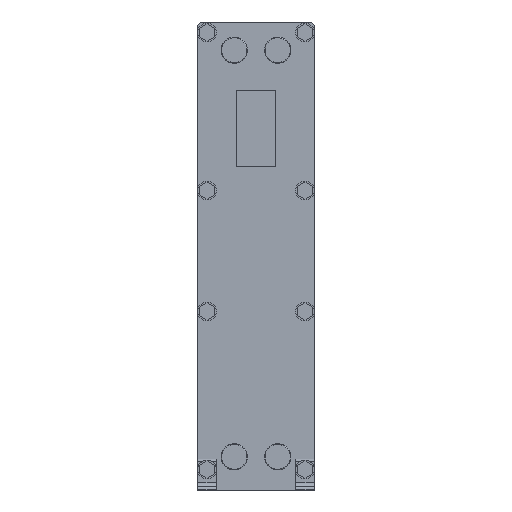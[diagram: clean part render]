
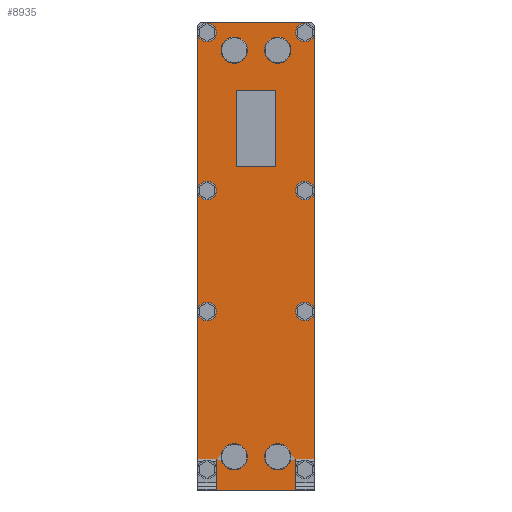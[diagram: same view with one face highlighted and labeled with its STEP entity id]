
A CAD part, front view. The second image highlights one B-rep face of the part: STEP entity #8935.
In plain terms, the highlighted planar face has unit normal (0, -1, 0).
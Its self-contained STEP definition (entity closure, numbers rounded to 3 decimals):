
#513=FACE_BOUND('',#3294,.T.);
#514=FACE_BOUND('',#3295,.T.);
#515=FACE_BOUND('',#3296,.T.);
#516=FACE_BOUND('',#3297,.T.);
#517=FACE_BOUND('',#3298,.T.);
#518=FACE_BOUND('',#3299,.T.);
#519=FACE_BOUND('',#3300,.T.);
#520=FACE_BOUND('',#3301,.T.);
#521=FACE_BOUND('',#3302,.T.);
#522=FACE_BOUND('',#3303,.T.);
#523=FACE_BOUND('',#3304,.T.);
#791=LINE('',#13280,#1783);
#798=LINE('',#13297,#1790);
#806=LINE('',#13322,#1798);
#811=LINE('',#13335,#1803);
#820=LINE('',#13358,#1812);
#828=LINE('',#13383,#1820);
#838=LINE('',#13425,#1830);
#841=LINE('',#13430,#1833);
#843=LINE('',#13434,#1835);
#848=LINE('',#13447,#1840);
#851=LINE('',#13452,#1843);
#853=LINE('',#13456,#1845);
#855=LINE('',#13459,#1847);
#856=LINE('',#13462,#1848);
#858=LINE('',#13466,#1850);
#862=LINE('',#13471,#1854);
#863=LINE('',#13473,#1855);
#864=LINE('',#13475,#1856);
#1783=VECTOR('',#10591,1.);
#1790=VECTOR('',#10606,1.);
#1798=VECTOR('',#10634,1.);
#1803=VECTOR('',#10643,1.);
#1812=VECTOR('',#10666,1.);
#1820=VECTOR('',#10694,1.);
#1830=VECTOR('',#10728,10.);
#1833=VECTOR('',#10733,10.);
#1835=VECTOR('',#10737,10.);
#1840=VECTOR('',#10746,10.);
#1843=VECTOR('',#10751,10.);
#1845=VECTOR('',#10755,10.);
#1847=VECTOR('',#10759,10.);
#1848=VECTOR('',#10762,10.);
#1850=VECTOR('',#10766,1.);
#1854=VECTOR('',#10772,1.);
#1855=VECTOR('',#10775,10.);
#1856=VECTOR('',#10778,10.);
#2741=FACE_OUTER_BOUND('',#3293,.T.);
#3293=EDGE_LOOP('',(#6645,#6646,#6647,#6648,#6649,#6650,#6651,#6652,#6653,
#6654,#6655,#6656,#6657,#6658));
#3294=EDGE_LOOP('',(#6659));
#3295=EDGE_LOOP('',(#6660));
#3296=EDGE_LOOP('',(#6661));
#3297=EDGE_LOOP('',(#6662));
#3298=EDGE_LOOP('',(#6663));
#3299=EDGE_LOOP('',(#6664));
#3300=EDGE_LOOP('',(#6665));
#3301=EDGE_LOOP('',(#6666));
#3302=EDGE_LOOP('',(#6667));
#3303=EDGE_LOOP('',(#6668));
#3304=EDGE_LOOP('',(#6669,#6670,#6671,#6672));
#3798=CIRCLE('',#9332,15.);
#3800=CIRCLE('',#9349,15.);
#3802=CIRCLE('',#9354,21.2);
#3805=CIRCLE('',#9360,21.2);
#3808=CIRCLE('',#9366,15.);
#3810=CIRCLE('',#9377,15.);
#3812=CIRCLE('',#9394,15.);
#3814=CIRCLE('',#9405,15.);
#3822=CIRCLE('',#9428,21.2);
#3825=CIRCLE('',#9434,21.2);
#4134=VERTEX_POINT('',#12866);
#4154=VERTEX_POINT('',#12933);
#4156=VERTEX_POINT('',#12940);
#4159=VERTEX_POINT('',#12949);
#4168=VERTEX_POINT('',#12970);
#4182=VERTEX_POINT('',#13013);
#4202=VERTEX_POINT('',#13080);
#4216=VERTEX_POINT('',#13123);
#4238=VERTEX_POINT('',#13191);
#4241=VERTEX_POINT('',#13200);
#4262=VERTEX_POINT('',#13264);
#4266=VERTEX_POINT('',#13276);
#4267=VERTEX_POINT('',#13278);
#4280=VERTEX_POINT('',#13320);
#4281=VERTEX_POINT('',#13324);
#4285=VERTEX_POINT('',#13332);
#4286=VERTEX_POINT('',#13334);
#4300=VERTEX_POINT('',#13381);
#4319=VERTEX_POINT('',#13422);
#4320=VERTEX_POINT('',#13424);
#4321=VERTEX_POINT('',#13428);
#4322=VERTEX_POINT('',#13432);
#4327=VERTEX_POINT('',#13445);
#4328=VERTEX_POINT('',#13446);
#4329=VERTEX_POINT('',#13451);
#4330=VERTEX_POINT('',#13455);
#4331=VERTEX_POINT('',#13461);
#4332=VERTEX_POINT('',#13465);
#4940=EDGE_CURVE('',#4134,#4134,#3798,.T.);
#4972=EDGE_CURVE('',#4154,#4154,#3800,.T.);
#4974=EDGE_CURVE('',#4156,#4156,#3802,.T.);
#4977=EDGE_CURVE('',#4159,#4159,#3805,.T.);
#4986=EDGE_CURVE('',#4168,#4168,#3808,.T.);
#5006=EDGE_CURVE('',#4182,#4182,#3810,.T.);
#5038=EDGE_CURVE('',#4202,#4202,#3812,.T.);
#5058=EDGE_CURVE('',#4216,#4216,#3814,.T.);
#5089=EDGE_CURVE('',#4238,#4238,#3822,.T.);
#5092=EDGE_CURVE('',#4241,#4241,#3825,.T.);
#5129=EDGE_CURVE('',#4266,#4267,#791,.T.);
#5138=EDGE_CURVE('',#4267,#4262,#798,.T.);
#5150=EDGE_CURVE('',#4280,#4266,#806,.T.);
#5155=EDGE_CURVE('',#4286,#4285,#811,.T.);
#5168=EDGE_CURVE('',#4281,#4286,#820,.T.);
#5180=EDGE_CURVE('',#4285,#4300,#828,.T.);
#5200=EDGE_CURVE('',#4320,#4319,#838,.T.);
#5203=EDGE_CURVE('',#4319,#4321,#841,.T.);
#5205=EDGE_CURVE('',#4321,#4322,#843,.T.);
#5210=EDGE_CURVE('',#4327,#4328,#848,.T.);
#5213=EDGE_CURVE('',#4328,#4329,#851,.T.);
#5215=EDGE_CURVE('',#4329,#4330,#853,.T.);
#5217=EDGE_CURVE('',#4330,#4327,#855,.T.);
#5218=EDGE_CURVE('',#4322,#4331,#856,.T.);
#5220=EDGE_CURVE('',#4332,#4320,#858,.T.);
#5224=EDGE_CURVE('',#4300,#4280,#862,.T.);
#5225=EDGE_CURVE('',#4331,#4281,#863,.T.);
#5226=EDGE_CURVE('',#4262,#4332,#864,.T.);
#6645=ORIENTED_EDGE('',*,*,#5138,.T.);
#6646=ORIENTED_EDGE('',*,*,#5226,.T.);
#6647=ORIENTED_EDGE('',*,*,#5220,.T.);
#6648=ORIENTED_EDGE('',*,*,#5200,.T.);
#6649=ORIENTED_EDGE('',*,*,#5203,.T.);
#6650=ORIENTED_EDGE('',*,*,#5205,.T.);
#6651=ORIENTED_EDGE('',*,*,#5218,.T.);
#6652=ORIENTED_EDGE('',*,*,#5225,.T.);
#6653=ORIENTED_EDGE('',*,*,#5168,.T.);
#6654=ORIENTED_EDGE('',*,*,#5155,.T.);
#6655=ORIENTED_EDGE('',*,*,#5180,.T.);
#6656=ORIENTED_EDGE('',*,*,#5224,.T.);
#6657=ORIENTED_EDGE('',*,*,#5150,.T.);
#6658=ORIENTED_EDGE('',*,*,#5129,.T.);
#6659=ORIENTED_EDGE('',*,*,#4940,.T.);
#6660=ORIENTED_EDGE('',*,*,#4972,.T.);
#6661=ORIENTED_EDGE('',*,*,#4974,.T.);
#6662=ORIENTED_EDGE('',*,*,#4977,.T.);
#6663=ORIENTED_EDGE('',*,*,#4986,.T.);
#6664=ORIENTED_EDGE('',*,*,#5006,.T.);
#6665=ORIENTED_EDGE('',*,*,#5038,.T.);
#6666=ORIENTED_EDGE('',*,*,#5058,.T.);
#6667=ORIENTED_EDGE('',*,*,#5089,.T.);
#6668=ORIENTED_EDGE('',*,*,#5092,.T.);
#6669=ORIENTED_EDGE('',*,*,#5217,.T.);
#6670=ORIENTED_EDGE('',*,*,#5210,.T.);
#6671=ORIENTED_EDGE('',*,*,#5213,.T.);
#6672=ORIENTED_EDGE('',*,*,#5215,.T.);
#8521=PLANE('',#9515);
#8935=ADVANCED_FACE('',(#2741,#513,#514,#515,#516,#517,#518,#519,#520,#521,
#522,#523),#8521,.F.);
#9332=AXIS2_PLACEMENT_3D('',#12867,#10185,#10186);
#9349=AXIS2_PLACEMENT_3D('',#12934,#10249,#10250);
#9354=AXIS2_PLACEMENT_3D('',#12941,#10259,#10260);
#9360=AXIS2_PLACEMENT_3D('',#12950,#10271,#10272);
#9366=AXIS2_PLACEMENT_3D('',#12971,#10289,#10290);
#9377=AXIS2_PLACEMENT_3D('',#13014,#10329,#10330);
#9394=AXIS2_PLACEMENT_3D('',#13081,#10393,#10394);
#9405=AXIS2_PLACEMENT_3D('',#13124,#10433,#10434);
#9428=AXIS2_PLACEMENT_3D('',#13192,#10502,#10503);
#9434=AXIS2_PLACEMENT_3D('',#13201,#10514,#10515);
#9515=AXIS2_PLACEMENT_3D('',#13476,#10779,#10780);
#10185=DIRECTION('center_axis',(0.,1.,0.));
#10186=DIRECTION('ref_axis',(-1.,0.,0.));
#10249=DIRECTION('center_axis',(0.,1.,0.));
#10250=DIRECTION('ref_axis',(-1.,0.,0.));
#10259=DIRECTION('center_axis',(0.,1.,0.));
#10260=DIRECTION('ref_axis',(-1.,0.,0.));
#10271=DIRECTION('center_axis',(0.,1.,0.));
#10272=DIRECTION('ref_axis',(-1.,0.,0.));
#10289=DIRECTION('center_axis',(0.,1.,0.));
#10290=DIRECTION('ref_axis',(-1.,0.,0.));
#10329=DIRECTION('center_axis',(0.,1.,0.));
#10330=DIRECTION('ref_axis',(-1.,0.,0.));
#10393=DIRECTION('center_axis',(0.,1.,0.));
#10394=DIRECTION('ref_axis',(-1.,0.,0.));
#10433=DIRECTION('center_axis',(0.,1.,0.));
#10434=DIRECTION('ref_axis',(-1.,0.,0.));
#10502=DIRECTION('center_axis',(0.,1.,0.));
#10503=DIRECTION('ref_axis',(-1.,0.,0.));
#10514=DIRECTION('center_axis',(0.,1.,0.));
#10515=DIRECTION('ref_axis',(-1.,0.,0.));
#10591=DIRECTION('',(1.,0.,0.));
#10606=DIRECTION('',(0.,0.,-1.));
#10634=DIRECTION('',(0.,0.,1.));
#10643=DIRECTION('',(1.,0.,0.));
#10666=DIRECTION('',(0.,0.,1.));
#10694=DIRECTION('',(0.,0.,-1.));
#10728=DIRECTION('',(-0.707,0.,0.707));
#10733=DIRECTION('',(-1.,0.,0.));
#10737=DIRECTION('',(-0.707,0.,-0.707));
#10746=DIRECTION('',(1.,0.,0.));
#10751=DIRECTION('',(0.,0.,-1.));
#10755=DIRECTION('',(-1.,0.,0.));
#10759=DIRECTION('',(0.,0.,1.));
#10762=DIRECTION('',(0.,0.,-1.));
#10766=DIRECTION('',(0.,0.,1.));
#10772=DIRECTION('',(1.,0.,0.));
#10775=DIRECTION('',(0.707,0.,-0.707));
#10778=DIRECTION('',(0.707,0.,0.707));
#10779=DIRECTION('center_axis',(0.,1.,0.));
#10780=DIRECTION('ref_axis',(-1.,0.,0.));
#12866=CARTESIAN_POINT('',(94.,-25.,738.));
#12867=CARTESIAN_POINT('Origin',(79.,-25.,738.));
#12933=CARTESIAN_POINT('',(-64.,-25.,738.));
#12934=CARTESIAN_POINT('Origin',(-79.,-25.,738.));
#12940=CARTESIAN_POINT('',(56.2,-25.,709.5));
#12941=CARTESIAN_POINT('Origin',(35.,-25.,709.5));
#12949=CARTESIAN_POINT('',(-13.8,-25.,709.5));
#12950=CARTESIAN_POINT('Origin',(-35.,-25.,709.5));
#12970=CARTESIAN_POINT('',(94.,-25.,483.));
#12971=CARTESIAN_POINT('Origin',(79.,-25.,483.));
#13013=CARTESIAN_POINT('',(94.,-25.,288.));
#13014=CARTESIAN_POINT('Origin',(79.,-25.,288.));
#13080=CARTESIAN_POINT('',(-64.,-25.,288.));
#13081=CARTESIAN_POINT('Origin',(-79.,-25.,288.));
#13123=CARTESIAN_POINT('',(-64.,-25.,483.));
#13124=CARTESIAN_POINT('Origin',(-79.,-25.,483.));
#13191=CARTESIAN_POINT('',(56.2,-25.,53.5));
#13192=CARTESIAN_POINT('Origin',(35.,-25.,53.5));
#13200=CARTESIAN_POINT('',(-13.8,-25.,53.5));
#13201=CARTESIAN_POINT('Origin',(-35.,-25.,53.5));
#13264=CARTESIAN_POINT('',(94.,-25.,4.));
#13276=CARTESIAN_POINT('',(64.,-25.,50.));
#13278=CARTESIAN_POINT('',(94.,-25.,50.));
#13280=CARTESIAN_POINT('',(0.,-25.,50.));
#13297=CARTESIAN_POINT('',(94.,-25.,28.928));
#13320=CARTESIAN_POINT('',(64.,-25.,0.));
#13322=CARTESIAN_POINT('',(64.,-25.,28.928));
#13324=CARTESIAN_POINT('',(-94.,-25.,4.));
#13332=CARTESIAN_POINT('',(-64.,-25.,50.));
#13334=CARTESIAN_POINT('',(-94.,-25.,50.));
#13335=CARTESIAN_POINT('',(0.,-25.,50.));
#13358=CARTESIAN_POINT('',(-94.,-25.,28.928));
#13381=CARTESIAN_POINT('',(-64.,-25.,0.));
#13383=CARTESIAN_POINT('',(-64.,-25.,28.928));
#13422=CARTESIAN_POINT('',(90.,-25.,755.));
#13424=CARTESIAN_POINT('',(95.,-25.,750.));
#13425=CARTESIAN_POINT('',(90.,-25.,755.));
#13428=CARTESIAN_POINT('',(-90.,-25.,755.));
#13430=CARTESIAN_POINT('',(-90.,-25.,755.));
#13432=CARTESIAN_POINT('',(-95.,-25.,750.));
#13434=CARTESIAN_POINT('',(-95.,-25.,750.));
#13445=CARTESIAN_POINT('',(-32.25,-25.,645.));
#13446=CARTESIAN_POINT('',(32.25,-25.,645.));
#13447=CARTESIAN_POINT('',(-16.125,-25.,645.));
#13451=CARTESIAN_POINT('',(32.25,-25.,521.2));
#13452=CARTESIAN_POINT('',(32.25,-25.,581.75));
#13455=CARTESIAN_POINT('',(-32.25,-25.,521.2));
#13456=CARTESIAN_POINT('',(16.125,-25.,521.2));
#13459=CARTESIAN_POINT('',(-32.25,-25.,519.85));
#13461=CARTESIAN_POINT('',(-95.,-25.,5.));
#13462=CARTESIAN_POINT('',(-95.,-25.,5.));
#13465=CARTESIAN_POINT('',(95.,-25.,5.));
#13466=CARTESIAN_POINT('',(95.,-25.,86.147));
#13471=CARTESIAN_POINT('',(-45.,-25.,0.));
#13473=CARTESIAN_POINT('',(-90.,-25.,0.));
#13475=CARTESIAN_POINT('',(95.,-25.,5.));
#13476=CARTESIAN_POINT('Origin',(0.,-25.,43.073));
